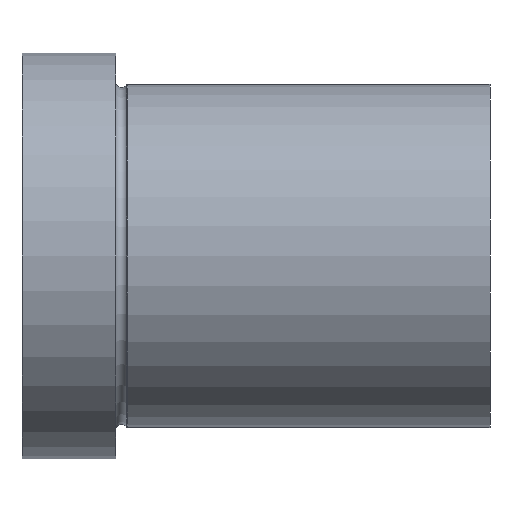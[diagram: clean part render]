
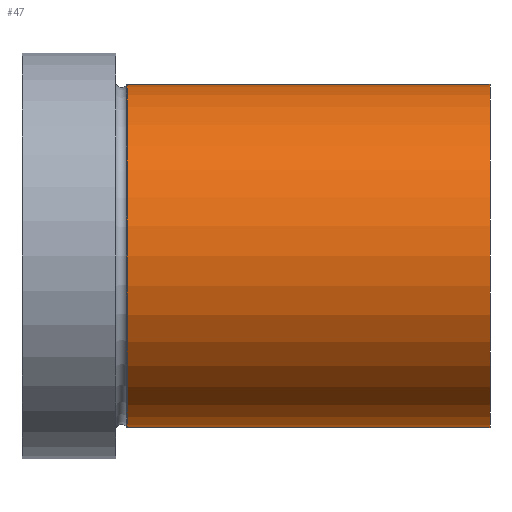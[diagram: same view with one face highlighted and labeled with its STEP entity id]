
A CAD part, front view. The second image highlights one B-rep face of the part: STEP entity #47.
In plain terms, the highlighted cylindrical face has radius 5.5 mm (diameter 11 mm), a full revolution.
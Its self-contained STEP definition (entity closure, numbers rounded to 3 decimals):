
#47 = ADVANCED_FACE( '', ( #95, #96 ), #97, .T. );
#95 = FACE_OUTER_BOUND( '', #137, .T. );
#96 = FACE_OUTER_BOUND( '', #138, .T. );
#97 = CYLINDRICAL_SURFACE( '', #139, 5.5 );
#137 = EDGE_LOOP( '', ( #187 ) );
#138 = EDGE_LOOP( '', ( #188 ) );
#139 = AXIS2_PLACEMENT_3D( '', #189, #190, #191 );
#187 = ORIENTED_EDGE( '', *, *, #213, .T. );
#188 = ORIENTED_EDGE( '', *, *, #202, .F. );
#189 = CARTESIAN_POINT( '', ( -15., 0., 0. ) );
#190 = DIRECTION( '', ( 1., 0., 0. ) );
#191 = DIRECTION( '', ( 0., 0., 1. ) );
#202 = EDGE_CURVE( '', #222, #222, #223, .F. );
#213 = EDGE_CURVE( '', #237, #237, #238, .T. );
#222 = VERTEX_POINT( '', #247 );
#223 = CIRCLE( '', #248, 5.5 );
#237 = VERTEX_POINT( '', #262 );
#238 = CIRCLE( '', #263, 5.5 );
#247 = CARTESIAN_POINT( '', ( -11.626, 0., -5.5 ) );
#248 = AXIS2_PLACEMENT_3D( '', #272, #273, #274 );
#262 = CARTESIAN_POINT( '', ( 0., 0., 5.5 ) );
#263 = AXIS2_PLACEMENT_3D( '', #287, #288, #289 );
#272 = CARTESIAN_POINT( '', ( -11.626, 0., 0. ) );
#273 = DIRECTION( '', ( 1., 0., 0. ) );
#274 = DIRECTION( '', ( 0., 0., -1. ) );
#287 = CARTESIAN_POINT( '', ( 0., 0., 0. ) );
#288 = DIRECTION( '', ( -1., 0., 0. ) );
#289 = DIRECTION( '', ( 0., 0., 1. ) );
